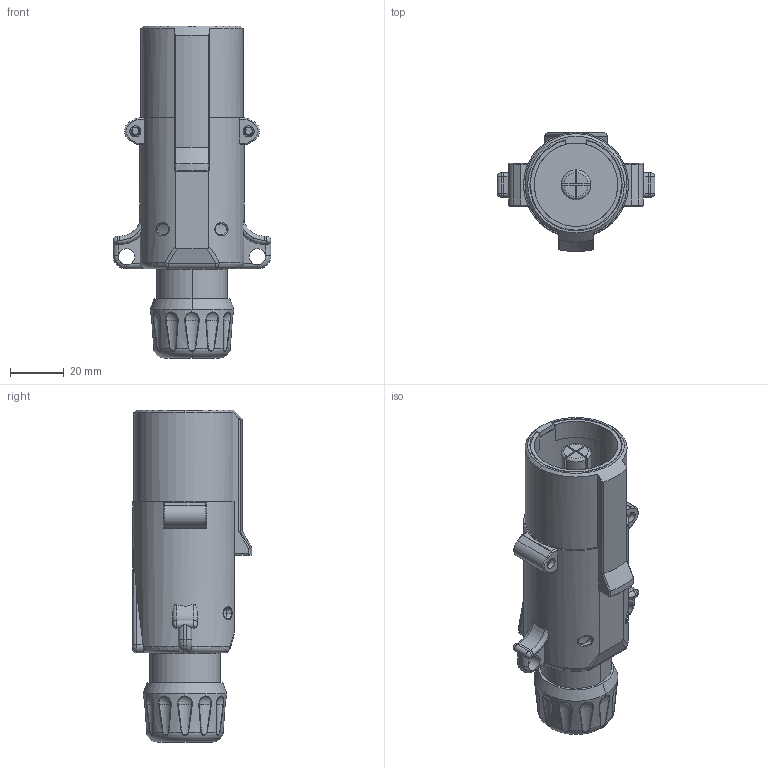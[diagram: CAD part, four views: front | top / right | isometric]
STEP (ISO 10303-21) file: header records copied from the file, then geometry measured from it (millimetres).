
FILE_DESCRIPTION((''),'2;1');
FILE_NAME('251282_LOCKED_SW0001','2020-06-02T18:19:27',('teru'),(''),'CREO PARAMETRIC BY PTC INC, 2017380','CREO PARAMETRIC BY PTC INC, 2017380','');
FILE_SCHEMA(('CONFIG_CONTROL_DESIGN'));
Products named in the file (1): 251282_LOCKED_SW0001
Bounding box: 58.5 x 44.22 x 123 mm (x, y, z)
Volume: 109996.3 mm3; surface area: 24786.4 mm2
Topology: 1 solids, 8 shells, 644 faces, 1636 edges, 1027 vertices
Faces by surface type: cylinder 222, plane 186, bspline 130, cone 46, torus 38, sphere 22
Entity records: 41068 total; most frequent: CARTESIAN_POINT 26662, ORIENTED_EDGE 3272, DIRECTION 2601, EDGE_CURVE 1636, VERTEX_POINT 1027, AXIS2_PLACEMENT_3D 989, EDGE_LOOP 675, FACE_OUTER_BOUND 644
